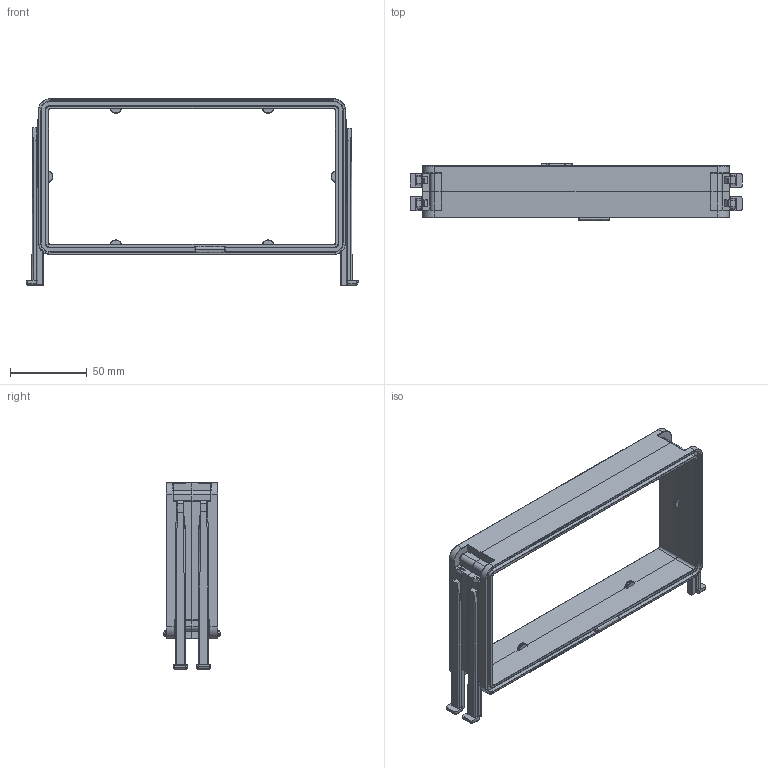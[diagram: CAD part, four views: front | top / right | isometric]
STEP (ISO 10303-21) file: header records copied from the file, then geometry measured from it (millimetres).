
FILE_DESCRIPTION (( 'STEP AP214' ), '1' );
FILE_NAME ('14000025.STEP', '2008-10-20T08:14:04', ( ' ' ), ( '' ), 'SwSTEP 2.0', 'SolidWorks 2008', '' );
FILE_SCHEMA (( 'AUTOMOTIVE_DESIGN' ));
Length unit declared in the file: millimetre
Products named in the file (4): 99999_Standard; 39012_Standard; 39029_Standard; 14000025
Assembly tree (7 placements, depth 2):
  14000025
    99999_Standard  x2
    39012_Standard
    39029_Standard  x4
Bounding box: 215.7 x 36.63 x 121.31 mm (x, y, z)
Volume: 117828.1 mm3; surface area: 66509.8 mm2
Topology: 7 solids, 7 shells, 758 faces, 1872 edges, 1116 vertices
Faces by surface type: plane 284, cylinder 264, bspline 186, sphere 24
Entity records: 22038 total; most frequent: CARTESIAN_POINT 9982, ORIENTED_EDGE 2814, DIRECTION 2145, EDGE_CURVE 1407, VERTEX_POINT 830, AXIS2_PLACEMENT_3D 743, VECTOR 659, LINE 659
